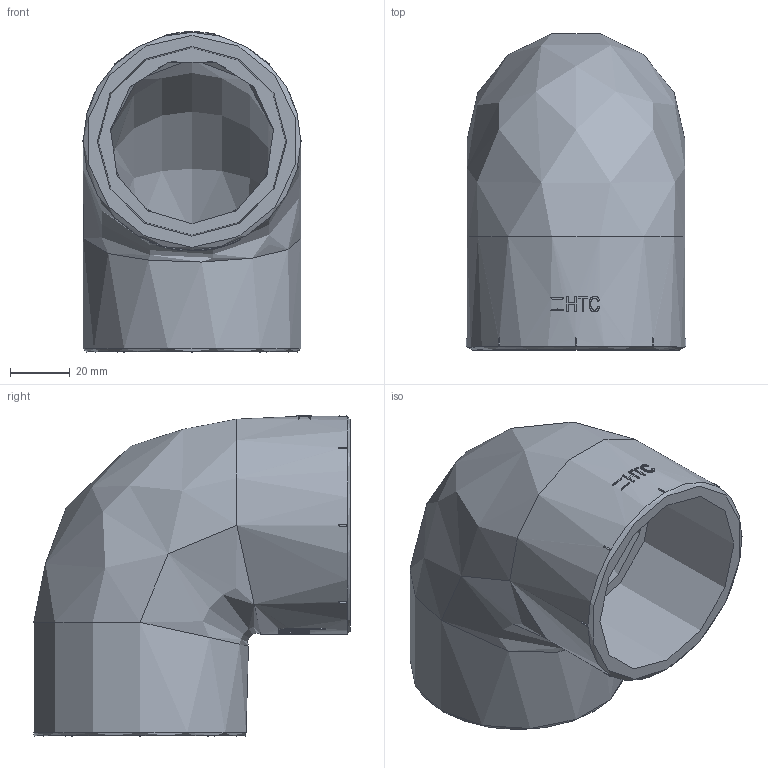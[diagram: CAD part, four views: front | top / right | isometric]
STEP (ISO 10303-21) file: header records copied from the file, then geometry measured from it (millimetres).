
FILE_DESCRIPTION(/* description */ (''),/* implementation_level */ '2;1');
FILE_NAME(/* name */ 'Z6C063063.stp',/* time_stamp */ '2025-02-10T09:24:41+08:00',/* author */ (''),/* organization */ (''),/* preprocessor_version */ 'ST-DEVELOPER v16',/* originating_system */ 'SIEMENS PLM Software NX 10.0',/* authorisation */ '');
FILE_SCHEMA (('AUTOMOTIVE_DESIGN { 1 0 10303 214 3 1 1 1 }'));
Products named in the file (1): gelv13106AE0fyew
Bounding box: 73.43 x 106.08 x 107.47 mm (x, y, z)
Volume: 194585.9 mm3; surface area: 59279 mm2
Topology: 1 solids, 1 shells, 1828 faces, 5259 edges, 3456 vertices
Faces by surface type: bspline 1550, plane 123, cylinder 119, sphere 32, torus 3, cone 1
Full cylindrical faces by diameter (mm): 55.2 x2, 59.614 x11, 64 x1, 73 x2
Entity records: 101402 total; most frequent: CARTESIAN_POINT 57277, ORIENTED_EDGE 10354, DIRECTION 8805, EDGE_CURVE 5177, AXIS2_PLACEMENT_3D 3518, VERTEX_POINT 3429, ELLIPSE 3033, EDGE_LOOP 1886
